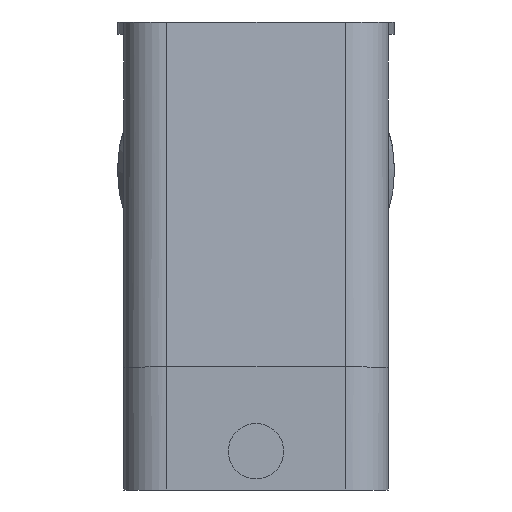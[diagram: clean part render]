
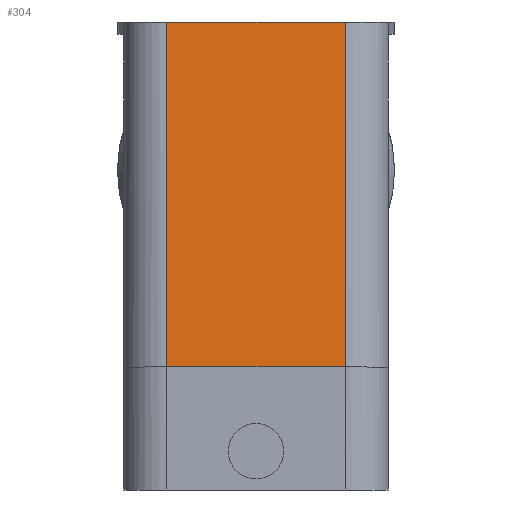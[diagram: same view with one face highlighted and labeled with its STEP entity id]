
A CAD part, left-side view. The second image highlights one B-rep face of the part: STEP entity #304.
In plain terms, the highlighted planar face has unit normal (-0.999, 0, 0.052).
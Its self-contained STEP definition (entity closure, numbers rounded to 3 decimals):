
#304 = ADVANCED_FACE( '', ( #714 ), #715, .T. );
#714 = FACE_OUTER_BOUND( '', #1241, .T. );
#715 = PLANE( '', #1242 );
#1241 = EDGE_LOOP( '', ( #2150, #2151, #2152, #2153 ) );
#1242 = AXIS2_PLACEMENT_3D( '', #2154, #2155, #2156 );
#2150 = ORIENTED_EDGE( '', *, *, #3253, .T. );
#2151 = ORIENTED_EDGE( '', *, *, #3274, .F. );
#2152 = ORIENTED_EDGE( '', *, *, #3424, .F. );
#2153 = ORIENTED_EDGE( '', *, *, #3425, .T. );
#2154 = CARTESIAN_POINT( '', ( -60., 0., 20. ) );
#2155 = DIRECTION( '', ( -0.999, 0., 0.052 ) );
#2156 = DIRECTION( '', ( 0.052, 0., 0.999 ) );
#3253 = EDGE_CURVE( '', #3920, #3918, #3921, .T. );
#3274 = EDGE_CURVE( '', #3955, #3918, #3957, .T. );
#3424 = EDGE_CURVE( '', #3788, #3955, #4193, .T. );
#3425 = EDGE_CURVE( '', #3788, #3920, #4194, .T. );
#3788 = VERTEX_POINT( '', #4673 );
#3918 = VERTEX_POINT( '', #4940 );
#3920 = VERTEX_POINT( '', #4942 );
#3921 = LINE( '', #4943, #4944 );
#3955 = VERTEX_POINT( '', #4988 );
#3957 = LINE( '', #4990, #4991 );
#4193 = LINE( '', #5359, #5360 );
#4194 = LINE( '', #5361, #5362 );
#4673 = CARTESIAN_POINT( '', ( -60., 14.5, 20. ) );
#4940 = CARTESIAN_POINT( '', ( -57.1, -14.5, 76. ) );
#4942 = CARTESIAN_POINT( '', ( -60., -14.5, 20. ) );
#4943 = CARTESIAN_POINT( '', ( -57.1, -14.5, 76. ) );
#4944 = VECTOR( '', #6073, 1000. );
#4988 = CARTESIAN_POINT( '', ( -57.1, 14.5, 76. ) );
#4990 = CARTESIAN_POINT( '', ( -57.1, 0., 76. ) );
#4991 = VECTOR( '', #6111, 1000. );
#5359 = CARTESIAN_POINT( '', ( -57.1, 14.5, 76. ) );
#5360 = VECTOR( '', #6242, 1000. );
#5361 = CARTESIAN_POINT( '', ( -60., 0., 20. ) );
#5362 = VECTOR( '', #6243, 1000. );
#6073 = DIRECTION( '', ( 0.052, 0., 0.999 ) );
#6111 = DIRECTION( '', ( 0., -1., 0. ) );
#6242 = DIRECTION( '', ( 0.052, 0., 0.999 ) );
#6243 = DIRECTION( '', ( 0., -1., 0. ) );
